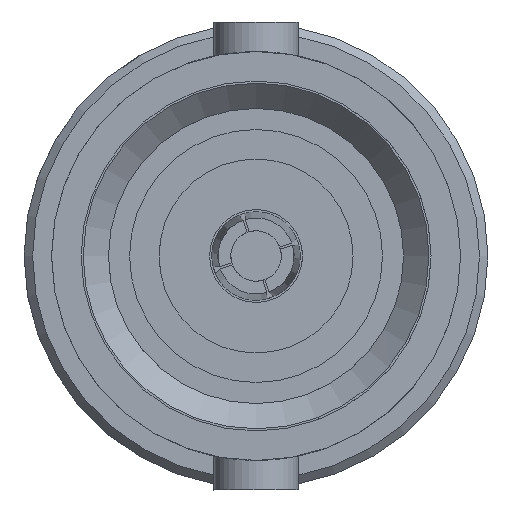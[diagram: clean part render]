
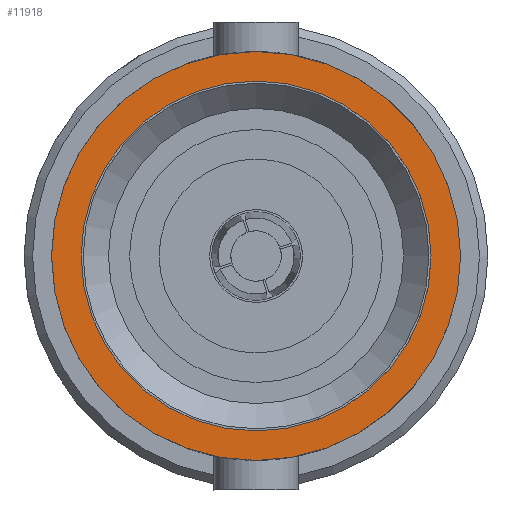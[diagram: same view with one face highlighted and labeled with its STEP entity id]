
A CAD part, front view. The second image highlights one B-rep face of the part: STEP entity #11918.
In plain terms, the highlighted planar face has unit normal (0, -1, 0).
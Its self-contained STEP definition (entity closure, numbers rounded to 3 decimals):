
#200=PLANE('',#13021);
#4092=ORIENTED_EDGE('',*,*,#5520,.T.);
#4093=ORIENTED_EDGE('',*,*,#5519,.F.);
#5519=EDGE_CURVE('',#6433,#6433,#7131,.T.);
#5520=EDGE_CURVE('',#6434,#6434,#7132,.T.);
#6433=VERTEX_POINT('',#18665);
#6434=VERTEX_POINT('',#18668);
#7131=CIRCLE('',#13020,4.85);
#7132=CIRCLE('',#13022,4.15);
#7608=EDGE_LOOP('',(#4092));
#7609=EDGE_LOOP('',(#4093));
#8102=FACE_BOUND('',#7608,.T.);
#8103=FACE_BOUND('',#7609,.T.);
#11918=ADVANCED_FACE('',(#8102,#8103),#200,.F.);
#13020=AXIS2_PLACEMENT_3D('',#18664,#15841,#15842);
#13021=AXIS2_PLACEMENT_3D('',#18666,#15843,#15844);
#13022=AXIS2_PLACEMENT_3D('',#18667,#15845,#15846);
#15841=DIRECTION('',(0.,1.,0.));
#15842=DIRECTION('',(-1.,0.,0.));
#15843=DIRECTION('',(0.,1.,0.));
#15844=DIRECTION('',(-1.,0.,0.));
#15845=DIRECTION('',(0.,1.,0.));
#15846=DIRECTION('',(0.,0.,-1.));
#18664=CARTESIAN_POINT('',(0.002,-16.25,0.));
#18665=CARTESIAN_POINT('',(-4.848,-16.251,-0.001));
#18666=CARTESIAN_POINT('',(0.002,-16.25,0.));
#18667=CARTESIAN_POINT('',(0.002,-16.25,0.));
#18668=CARTESIAN_POINT('',(0.003,-16.25,-4.15));
